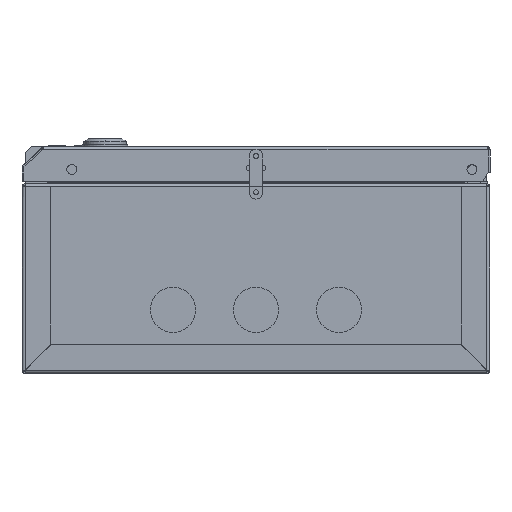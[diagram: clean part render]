
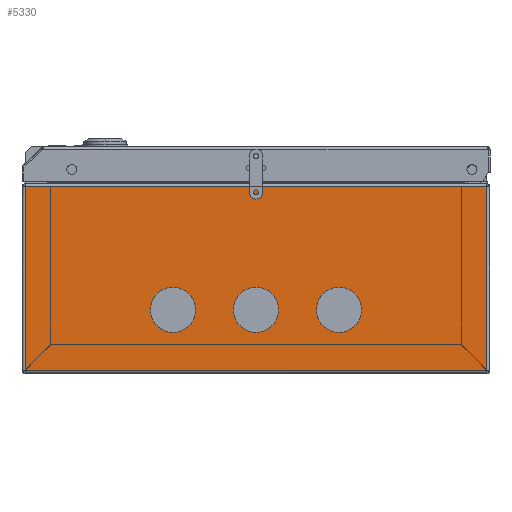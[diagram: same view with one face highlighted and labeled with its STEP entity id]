
A CAD part, front view. The second image highlights one B-rep face of the part: STEP entity #5330.
In plain terms, the highlighted face is planar.
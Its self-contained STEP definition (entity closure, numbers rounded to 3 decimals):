
#704 = AXIS2_PLACEMENT_3D ( 'NONE', #21128, #6418, #2746 ) ;
#926 = CARTESIAN_POINT ( 'NONE',  ( -133.213, 0., 224.938 ) ) ;
#985 = VECTOR ( 'NONE', #14407, 1000. ) ;
#1446 = EDGE_LOOP ( 'NONE', ( #20440, #22701, #3704, #21870 ) ) ;
#1492 = VERTEX_POINT ( 'NONE', #26172 ) ;
#1712 = EDGE_CURVE ( 'NONE', #3108, #16609, #12698, .T. ) ;
#1913 = FACE_BOUND ( 'NONE', #14758, .T. ) ;
#1995 = AXIS2_PLACEMENT_3D ( 'NONE', #24665, #24907, #25048 ) ;
#2202 = VECTOR ( 'NONE', #11281, 1000. ) ;
#2506 = DIRECTION ( 'NONE',  ( 0., 1., 0. ) ) ;
#2746 = DIRECTION ( 'NONE',  ( 0., 0., 1. ) ) ;
#3108 = VERTEX_POINT ( 'NONE', #13413 ) ;
#3298 = CIRCLE ( 'NONE', #10021, 15. ) ;
#3403 = ORIENTED_EDGE ( 'NONE', *, *, #7526, .F. ) ;
#3704 = ORIENTED_EDGE ( 'NONE', *, *, #5770, .T. ) ;
#4149 = CARTESIAN_POINT ( 'NONE',  ( -93.213, 0., 16.938 ) ) ;
#4794 = DIRECTION ( 'NONE',  ( 0., 0., 1. ) ) ;
#4840 = CARTESIAN_POINT ( 'NONE',  ( -11.753, 0., 224.938 ) ) ;
#4954 = FACE_OUTER_BOUND ( 'NONE', #1446, .T. ) ;
#5330 = ADVANCED_FACE ( 'NONE', ( #1913, #10396, #23159, #4954 ), #20462, .T. ) ;
#5770 = EDGE_CURVE ( 'NONE', #16609, #11058, #21689, .T. ) ;
#5798 = AXIS2_PLACEMENT_3D ( 'NONE', #22641, #7085, #4794 ) ;
#5836 = AXIS2_PLACEMENT_3D ( 'NONE', #16249, #22401, #15341 ) ;
#5987 = CIRCLE ( 'NONE', #5836, 15. ) ;
#6222 = LINE ( 'NONE', #8776, #22158 ) ;
#6254 = DIRECTION ( 'NONE',  ( 0., 0., 1. ) ) ;
#6418 = DIRECTION ( 'NONE',  ( 0., 1., 0. ) ) ;
#7085 = DIRECTION ( 'NONE',  ( 0., 1., 0. ) ) ;
#7308 = DIRECTION ( 'NONE',  ( 0., 0., 1. ) ) ;
#7526 = EDGE_CURVE ( 'NONE', #25154, #20797, #24264, .T. ) ;
#8054 = CARTESIAN_POINT ( 'NONE',  ( -93.213, 0., 141.938 ) ) ;
#8466 = EDGE_CURVE ( 'NONE', #1492, #15033, #22738, .T. ) ;
#8776 = CARTESIAN_POINT ( 'NONE',  ( -133.213, 0., 224.938 ) ) ;
#8974 = CARTESIAN_POINT ( 'NONE',  ( -93.213, 0., 31.938 ) ) ;
#9825 = DIRECTION ( 'NONE',  ( 1., 0., 0. ) ) ;
#10021 = AXIS2_PLACEMENT_3D ( 'NONE', #25341, #22747, #7308 ) ;
#10203 = CARTESIAN_POINT ( 'NONE',  ( -133.213, 0., -81.062 ) ) ;
#10396 = FACE_BOUND ( 'NONE', #17105, .T. ) ;
#10533 = VERTEX_POINT ( 'NONE', #17047 ) ;
#10786 = CARTESIAN_POINT ( 'NONE',  ( -93.213, 0., 126.938 ) ) ;
#11058 = VERTEX_POINT ( 'NONE', #14150 ) ;
#11281 = DIRECTION ( 'NONE',  ( -1., 0., 0. ) ) ;
#12698 = LINE ( 'NONE', #4840, #21731 ) ;
#12956 = EDGE_CURVE ( 'NONE', #15279, #10533, #13544, .T. ) ;
#13413 = CARTESIAN_POINT ( 'NONE',  ( -11.753, 0., 224.938 ) ) ;
#13544 = CIRCLE ( 'NONE', #5798, 15. ) ;
#14150 = CARTESIAN_POINT ( 'NONE',  ( -133.213, 0., -81.062 ) ) ;
#14366 = CARTESIAN_POINT ( 'NONE',  ( -93.213, 0., 56.938 ) ) ;
#14407 = DIRECTION ( 'NONE',  ( 0., 0., 1. ) ) ;
#14758 = EDGE_LOOP ( 'NONE', ( #23494, #16675 ) ) ;
#14830 = EDGE_CURVE ( 'NONE', #15033, #1492, #5987, .T. ) ;
#15033 = VERTEX_POINT ( 'NONE', #8054 ) ;
#15053 = CIRCLE ( 'NONE', #21398, 15. ) ;
#15279 = VERTEX_POINT ( 'NONE', #14366 ) ;
#15341 = DIRECTION ( 'NONE',  ( 0., 0., 1. ) ) ;
#16228 = VERTEX_POINT ( 'NONE', #926 ) ;
#16249 = CARTESIAN_POINT ( 'NONE',  ( -93.213, 0., 126.938 ) ) ;
#16609 = VERTEX_POINT ( 'NONE', #22386 ) ;
#16675 = ORIENTED_EDGE ( 'NONE', *, *, #8466, .F. ) ;
#16791 = EDGE_CURVE ( 'NONE', #10533, #15279, #3298, .T. ) ;
#16815 = EDGE_CURVE ( 'NONE', #16228, #3108, #6222, .T. ) ;
#16994 = LINE ( 'NONE', #10203, #985 ) ;
#17047 = CARTESIAN_POINT ( 'NONE',  ( -93.213, 0., 86.938 ) ) ;
#17105 = EDGE_LOOP ( 'NONE', ( #3403, #22765 ) ) ;
#17174 = EDGE_LOOP ( 'NONE', ( #17314, #20677 ) ) ;
#17314 = ORIENTED_EDGE ( 'NONE', *, *, #16791, .F. ) ;
#18739 = DIRECTION ( 'NONE',  ( 0., 1., 0. ) ) ;
#20360 = CARTESIAN_POINT ( 'NONE',  ( -93.213, 0., 1.938 ) ) ;
#20440 = ORIENTED_EDGE ( 'NONE', *, *, #16815, .T. ) ;
#20462 = PLANE ( 'NONE',  #704 ) ;
#20677 = ORIENTED_EDGE ( 'NONE', *, *, #12956, .F. ) ;
#20797 = VERTEX_POINT ( 'NONE', #20360 ) ;
#21128 = CARTESIAN_POINT ( 'NONE',  ( -133.213, 0., 224.938 ) ) ;
#21398 = AXIS2_PLACEMENT_3D ( 'NONE', #4149, #18739, #6254 ) ;
#21689 = LINE ( 'NONE', #24279, #2202 ) ;
#21731 = VECTOR ( 'NONE', #23688, 1000. ) ;
#21870 = ORIENTED_EDGE ( 'NONE', *, *, #26449, .T. ) ;
#22158 = VECTOR ( 'NONE', #9825, 1000. ) ;
#22386 = CARTESIAN_POINT ( 'NONE',  ( -11.753, 0., -81.062 ) ) ;
#22401 = DIRECTION ( 'NONE',  ( 0., 1., 0. ) ) ;
#22641 = CARTESIAN_POINT ( 'NONE',  ( -93.213, 0., 71.938 ) ) ;
#22701 = ORIENTED_EDGE ( 'NONE', *, *, #1712, .T. ) ;
#22738 = CIRCLE ( 'NONE', #25498, 15. ) ;
#22747 = DIRECTION ( 'NONE',  ( 0., 1., 0. ) ) ;
#22765 = ORIENTED_EDGE ( 'NONE', *, *, #25600, .F. ) ;
#23159 = FACE_BOUND ( 'NONE', #17174, .T. ) ;
#23494 = ORIENTED_EDGE ( 'NONE', *, *, #14830, .F. ) ;
#23582 = DIRECTION ( 'NONE',  ( 0., 0., 1. ) ) ;
#23688 = DIRECTION ( 'NONE',  ( 0., 0., -1. ) ) ;
#24264 = CIRCLE ( 'NONE', #1995, 15. ) ;
#24279 = CARTESIAN_POINT ( 'NONE',  ( -133.213, 0., -81.062 ) ) ;
#24665 = CARTESIAN_POINT ( 'NONE',  ( -93.213, 0., 16.938 ) ) ;
#24907 = DIRECTION ( 'NONE',  ( 0., 1., 0. ) ) ;
#25048 = DIRECTION ( 'NONE',  ( 0., 0., 1. ) ) ;
#25154 = VERTEX_POINT ( 'NONE', #8974 ) ;
#25341 = CARTESIAN_POINT ( 'NONE',  ( -93.213, 0., 71.938 ) ) ;
#25498 = AXIS2_PLACEMENT_3D ( 'NONE', #10786, #2506, #23582 ) ;
#25600 = EDGE_CURVE ( 'NONE', #20797, #25154, #15053, .T. ) ;
#26172 = CARTESIAN_POINT ( 'NONE',  ( -93.213, 0., 111.938 ) ) ;
#26449 = EDGE_CURVE ( 'NONE', #11058, #16228, #16994, .T. ) ;
